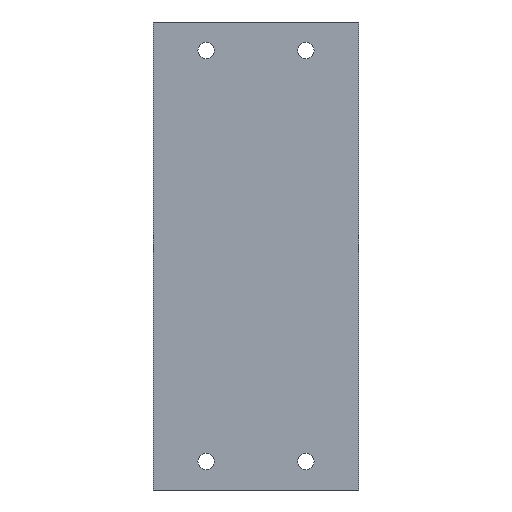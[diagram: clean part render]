
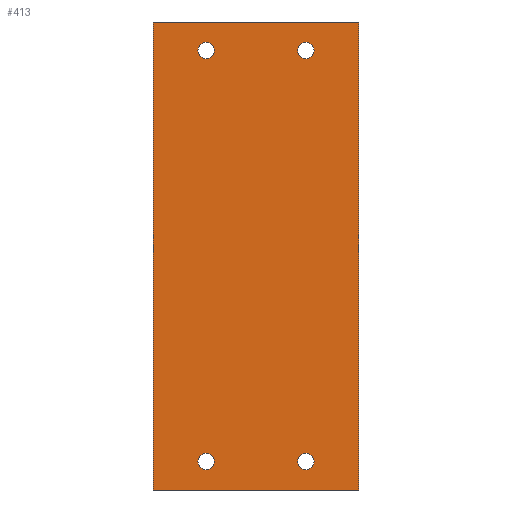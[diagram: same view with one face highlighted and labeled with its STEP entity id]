
A CAD part, front view. The second image highlights one B-rep face of the part: STEP entity #413.
In plain terms, the highlighted planar face has unit normal (0, -1, 0).
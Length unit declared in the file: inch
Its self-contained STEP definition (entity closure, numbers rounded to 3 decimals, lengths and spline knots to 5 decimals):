
#19=FACE_BOUND('',#76,.T.);
#20=FACE_BOUND('',#77,.T.);
#21=FACE_BOUND('',#78,.T.);
#22=FACE_BOUND('',#79,.T.);
#27=PLANE('',#462);
#53=FACE_OUTER_BOUND('',#75,.T.);
#75=EDGE_LOOP('',(#321,#322,#323,#324));
#76=EDGE_LOOP('',(#325));
#77=EDGE_LOOP('',(#326));
#78=EDGE_LOOP('',(#327));
#79=EDGE_LOOP('',(#328));
#105=LINE('',#640,#149);
#106=LINE('',#642,#150);
#107=LINE('',#644,#151);
#108=LINE('',#645,#152);
#149=VECTOR('',#531,0.3937);
#150=VECTOR('',#532,0.3937);
#151=VECTOR('',#533,0.3937);
#152=VECTOR('',#534,0.3937);
#187=CIRCLE('',#446,0.037);
#190=CIRCLE('',#451,0.037);
#193=CIRCLE('',#456,0.037);
#196=CIRCLE('',#461,0.037);
#199=VERTEX_POINT('',#604);
#202=VERTEX_POINT('',#614);
#205=VERTEX_POINT('',#624);
#208=VERTEX_POINT('',#634);
#209=VERTEX_POINT('',#638);
#210=VERTEX_POINT('',#639);
#211=VERTEX_POINT('',#641);
#212=VERTEX_POINT('',#643);
#237=EDGE_CURVE('',#199,#199,#187,.T.);
#242=EDGE_CURVE('',#202,#202,#190,.T.);
#247=EDGE_CURVE('',#205,#205,#193,.T.);
#252=EDGE_CURVE('',#208,#208,#196,.T.);
#253=EDGE_CURVE('',#209,#210,#105,.T.);
#254=EDGE_CURVE('',#210,#211,#106,.T.);
#255=EDGE_CURVE('',#211,#212,#107,.T.);
#256=EDGE_CURVE('',#212,#209,#108,.T.);
#321=ORIENTED_EDGE('',*,*,#253,.T.);
#322=ORIENTED_EDGE('',*,*,#254,.T.);
#323=ORIENTED_EDGE('',*,*,#255,.T.);
#324=ORIENTED_EDGE('',*,*,#256,.T.);
#325=ORIENTED_EDGE('',*,*,#237,.T.);
#326=ORIENTED_EDGE('',*,*,#242,.T.);
#327=ORIENTED_EDGE('',*,*,#247,.T.);
#328=ORIENTED_EDGE('',*,*,#252,.T.);
#413=ADVANCED_FACE('',(#53,#19,#20,#21,#22),#27,.T.);
#446=AXIS2_PLACEMENT_3D('',#606,#491,#492);
#451=AXIS2_PLACEMENT_3D('',#616,#503,#504);
#456=AXIS2_PLACEMENT_3D('',#626,#515,#516);
#461=AXIS2_PLACEMENT_3D('',#636,#527,#528);
#462=AXIS2_PLACEMENT_3D('',#637,#529,#530);
#491=DIRECTION('center_axis',(0.,1.,0.));
#492=DIRECTION('ref_axis',(0.,0.,1.));
#503=DIRECTION('center_axis',(0.,1.,0.));
#504=DIRECTION('ref_axis',(0.,0.,1.));
#515=DIRECTION('center_axis',(0.,1.,0.));
#516=DIRECTION('ref_axis',(0.,0.,1.));
#527=DIRECTION('center_axis',(0.,1.,0.));
#528=DIRECTION('ref_axis',(0.,0.,1.));
#529=DIRECTION('center_axis',(0.,-1.,0.));
#530=DIRECTION('ref_axis',(0.,0.,-1.));
#531=DIRECTION('',(0.,0.,-1.));
#532=DIRECTION('',(1.,0.,0.));
#533=DIRECTION('',(0.,0.,1.));
#534=DIRECTION('',(-1.,0.,0.));
#604=CARTESIAN_POINT('',(0.1378,-0.1,-1.45826));
#606=CARTESIAN_POINT('Origin',(0.1378,-0.1,-1.42126));
#614=CARTESIAN_POINT('',(0.1378,-0.1,0.39213));
#616=CARTESIAN_POINT('Origin',(0.1378,-0.1,0.42913));
#624=CARTESIAN_POINT('',(-0.31102,-0.1,0.39213));
#626=CARTESIAN_POINT('Origin',(-0.31102,-0.1,0.42913));
#634=CARTESIAN_POINT('',(-0.31102,-0.1,-1.45826));
#636=CARTESIAN_POINT('Origin',(-0.31102,-0.1,-1.42126));
#637=CARTESIAN_POINT('Origin',(-0.08661,-0.1,-0.49606));
#638=CARTESIAN_POINT('',(-0.55,-0.1,0.55787));
#639=CARTESIAN_POINT('',(-0.55,-0.1,-1.55));
#640=CARTESIAN_POINT('',(-0.55,-0.1,0.55787));
#641=CARTESIAN_POINT('',(0.37677,-0.1,-1.55));
#642=CARTESIAN_POINT('',(-0.55,-0.1,-1.55));
#643=CARTESIAN_POINT('',(0.37677,-0.1,0.55787));
#644=CARTESIAN_POINT('',(0.37677,-0.1,-1.55));
#645=CARTESIAN_POINT('',(0.37677,-0.1,0.55787));
